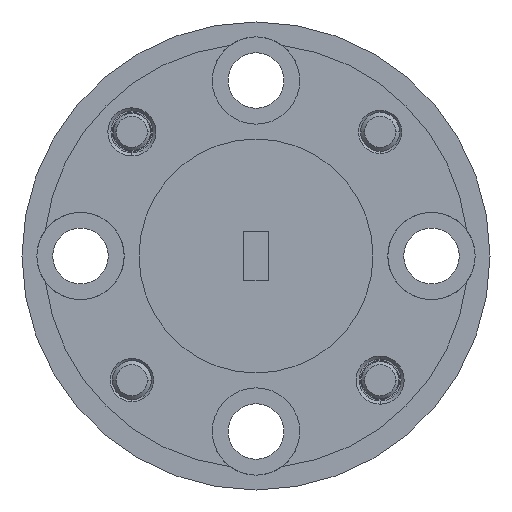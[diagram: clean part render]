
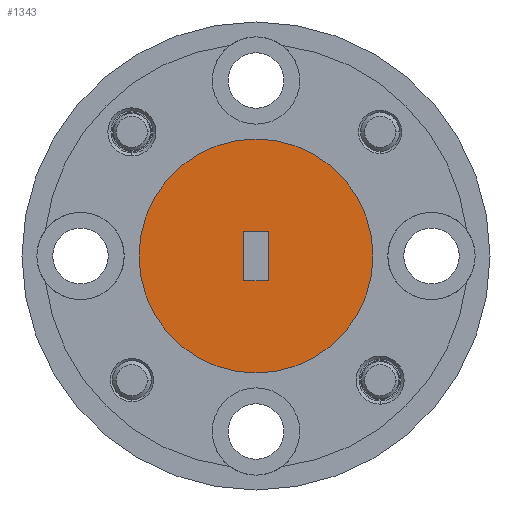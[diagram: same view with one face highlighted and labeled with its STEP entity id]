
A CAD part, left-side view. The second image highlights one B-rep face of the part: STEP entity #1343.
In plain terms, the highlighted planar face has unit normal (-1, 0, 0).
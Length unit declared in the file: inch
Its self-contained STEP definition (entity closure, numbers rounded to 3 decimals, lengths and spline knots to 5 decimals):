
#56 = VECTOR ( 'NONE', #1591, 39.37008 ) ;
#280 = DIRECTION ( 'NONE',  ( 0., 1., 0. ) ) ;
#338 = AXIS2_PLACEMENT_3D ( 'NONE', #1221, #3363, #4389 ) ;
#403 = VERTEX_POINT ( 'NONE', #451 ) ;
#426 = VERTEX_POINT ( 'NONE', #4017 ) ;
#451 = CARTESIAN_POINT ( 'NONE',  ( -2.75861, 0.94385, 0.52419 ) ) ;
#506 = CARTESIAN_POINT ( 'NONE',  ( -2.75861, 0.73635, 0.56419 ) ) ;
#544 = EDGE_CURVE ( 'NONE', #980, #2978, #3334, .T. ) ;
#569 = EDGE_LOOP ( 'NONE', ( #3677, #785, #3218, #2356 ) ) ;
#785 = ORIENTED_EDGE ( 'NONE', *, *, #544, .T. ) ;
#888 = CARTESIAN_POINT ( 'NONE',  ( -2.75861, 0.90385, 0.52419 ) ) ;
#980 = VERTEX_POINT ( 'NONE', #2295 ) ;
#1043 = DIRECTION ( 'NONE',  ( 1., 0., 0. ) ) ;
#1076 = CIRCLE ( 'NONE', #2252, 0.1875 ) ;
#1132 = CARTESIAN_POINT ( 'NONE',  ( -2.75861, 0.92385, 0.56419 ) ) ;
#1221 = CARTESIAN_POINT ( 'NONE',  ( -2.75861, 0.92385, 0.56419 ) ) ;
#1306 = VECTOR ( 'NONE', #3134, 39.37008 ) ;
#1322 = VERTEX_POINT ( 'NONE', #506 ) ;
#1343 = ADVANCED_FACE ( 'NONE', ( #2967, #2605 ), #3011, .T. ) ;
#1385 = LINE ( 'NONE', #1979, #4528 ) ;
#1430 = CARTESIAN_POINT ( 'NONE',  ( -2.75861, 0.94385, 0.60419 ) ) ;
#1438 = EDGE_CURVE ( 'NONE', #2978, #403, #2036, .T. ) ;
#1483 = EDGE_CURVE ( 'NONE', #3413, #980, #2746, .T. ) ;
#1511 = DIRECTION ( 'NONE',  ( 0., 1., 0. ) ) ;
#1535 = DIRECTION ( 'NONE',  ( 1., 0., 0. ) ) ;
#1591 = DIRECTION ( 'NONE',  ( 0., 0., -1. ) ) ;
#1667 = CARTESIAN_POINT ( 'NONE',  ( -2.75861, 0.90385, 0.52419 ) ) ;
#1760 = CARTESIAN_POINT ( 'NONE',  ( -2.75861, 0.90385, 0.60419 ) ) ;
#1784 = ORIENTED_EDGE ( 'NONE', *, *, #3114, .F. ) ;
#1979 = CARTESIAN_POINT ( 'NONE',  ( -2.75861, 0.94385, 0.52419 ) ) ;
#2024 = EDGE_CURVE ( 'NONE', #426, #1322, #1076, .T. ) ;
#2036 = LINE ( 'NONE', #1667, #3067 ) ;
#2252 = AXIS2_PLACEMENT_3D ( 'NONE', #2804, #1043, #3516 ) ;
#2295 = CARTESIAN_POINT ( 'NONE',  ( -2.75861, 0.90385, 0.60419 ) ) ;
#2325 = CIRCLE ( 'NONE', #2913, 0.1875 ) ;
#2356 = ORIENTED_EDGE ( 'NONE', *, *, #4505, .T. ) ;
#2605 = FACE_OUTER_BOUND ( 'NONE', #3804, .T. ) ;
#2746 = LINE ( 'NONE', #1760, #1306 ) ;
#2750 = ORIENTED_EDGE ( 'NONE', *, *, #2024, .F. ) ;
#2804 = CARTESIAN_POINT ( 'NONE',  ( -2.75861, 0.92385, 0.56419 ) ) ;
#2913 = AXIS2_PLACEMENT_3D ( 'NONE', #1132, #1535, #1511 ) ;
#2967 = FACE_BOUND ( 'NONE', #569, .T. ) ;
#2978 = VERTEX_POINT ( 'NONE', #3652 ) ;
#3011 = PLANE ( 'NONE',  #338 ) ;
#3067 = VECTOR ( 'NONE', #280, 39.37008 ) ;
#3114 = EDGE_CURVE ( 'NONE', #1322, #426, #2325, .T. ) ;
#3134 = DIRECTION ( 'NONE',  ( 0., -1., 0. ) ) ;
#3218 = ORIENTED_EDGE ( 'NONE', *, *, #1438, .T. ) ;
#3334 = LINE ( 'NONE', #888, #56 ) ;
#3363 = DIRECTION ( 'NONE',  ( -1., 0., 0. ) ) ;
#3413 = VERTEX_POINT ( 'NONE', #1430 ) ;
#3429 = DIRECTION ( 'NONE',  ( 0., 0., 1. ) ) ;
#3516 = DIRECTION ( 'NONE',  ( 0., 1., 0. ) ) ;
#3652 = CARTESIAN_POINT ( 'NONE',  ( -2.75861, 0.90385, 0.52419 ) ) ;
#3677 = ORIENTED_EDGE ( 'NONE', *, *, #1483, .T. ) ;
#3804 = EDGE_LOOP ( 'NONE', ( #2750, #1784 ) ) ;
#4017 = CARTESIAN_POINT ( 'NONE',  ( -2.75861, 1.11135, 0.56419 ) ) ;
#4389 = DIRECTION ( 'NONE',  ( 0., -1., 0. ) ) ;
#4505 = EDGE_CURVE ( 'NONE', #403, #3413, #1385, .T. ) ;
#4528 = VECTOR ( 'NONE', #3429, 39.37008 ) ;
